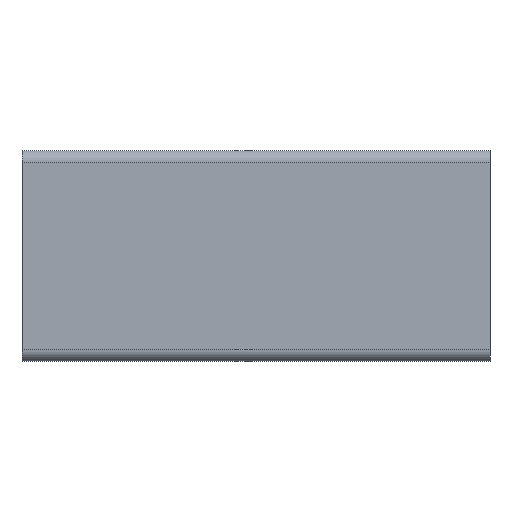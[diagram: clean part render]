
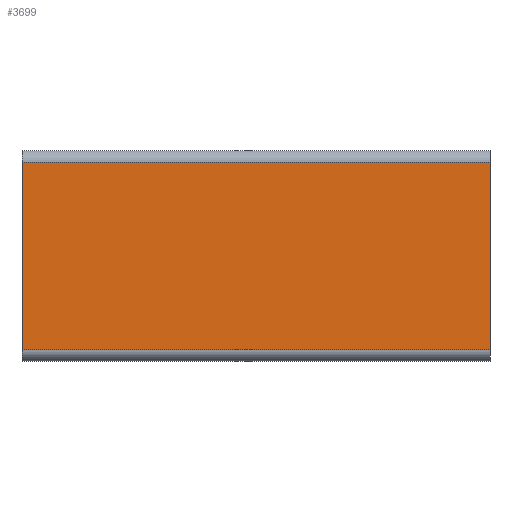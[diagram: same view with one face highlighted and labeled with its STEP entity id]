
A CAD part, front view. The second image highlights one B-rep face of the part: STEP entity #3699.
In plain terms, the highlighted planar face has unit normal (0, -1, 0).
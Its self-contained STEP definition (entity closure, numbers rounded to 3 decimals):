
#134 = ORIENTED_EDGE ( 'NONE', *, *, #3693, .T. ) ;
#490 = EDGE_CURVE ( 'NONE', #1286, #3858, #2377, .T. ) ;
#569 = CARTESIAN_POINT ( 'NONE',  ( 59.184, 32.398, 20. ) ) ;
#686 = CARTESIAN_POINT ( 'NONE',  ( 59.184, 32.398, -20. ) ) ;
#711 = LINE ( 'NONE', #1371, #2916 ) ;
#1053 = ORIENTED_EDGE ( 'NONE', *, *, #1200, .T. ) ;
#1142 = EDGE_LOOP ( 'NONE', ( #134, #2534, #1220, #1053 ) ) ;
#1200 = EDGE_CURVE ( 'NONE', #2102, #3277, #3836, .T. ) ;
#1220 = ORIENTED_EDGE ( 'NONE', *, *, #3323, .F. ) ;
#1286 = VERTEX_POINT ( 'NONE', #3765 ) ;
#1371 = CARTESIAN_POINT ( 'NONE',  ( -40.816, 32.398, 20. ) ) ;
#1648 = VECTOR ( 'NONE', #1755, 1000. ) ;
#1755 = DIRECTION ( 'NONE',  ( -1., 0., 0. ) ) ;
#2023 = AXIS2_PLACEMENT_3D ( 'NONE', #569, #2428, #3915 ) ;
#2102 = VERTEX_POINT ( 'NONE', #2592 ) ;
#2377 = LINE ( 'NONE', #686, #1648 ) ;
#2428 = DIRECTION ( 'NONE',  ( 0., 1., 0. ) ) ;
#2534 = ORIENTED_EDGE ( 'NONE', *, *, #490, .F. ) ;
#2541 = CARTESIAN_POINT ( 'NONE',  ( 59.184, 32.398, 20. ) ) ;
#2592 = CARTESIAN_POINT ( 'NONE',  ( 59.184, 32.398, 20. ) ) ;
#2811 = LINE ( 'NONE', #3816, #3212 ) ;
#2840 = VECTOR ( 'NONE', #3334, 1000. ) ;
#2916 = VECTOR ( 'NONE', #3515, 1000. ) ;
#3212 = VECTOR ( 'NONE', #4563, 1000. ) ;
#3277 = VERTEX_POINT ( 'NONE', #3798 ) ;
#3323 = EDGE_CURVE ( 'NONE', #2102, #1286, #2811, .T. ) ;
#3334 = DIRECTION ( 'NONE',  ( -1., 0., 0. ) ) ;
#3500 = FACE_OUTER_BOUND ( 'NONE', #1142, .T. ) ;
#3515 = DIRECTION ( 'NONE',  ( 0., 0., -1. ) ) ;
#3693 = EDGE_CURVE ( 'NONE', #3277, #3858, #711, .T. ) ;
#3699 = ADVANCED_FACE ( 'NONE', ( #3500 ), #4265, .F. ) ;
#3765 = CARTESIAN_POINT ( 'NONE',  ( 59.184, 32.398, -20. ) ) ;
#3798 = CARTESIAN_POINT ( 'NONE',  ( -40.816, 32.398, 20. ) ) ;
#3816 = CARTESIAN_POINT ( 'NONE',  ( 59.184, 32.398, 20. ) ) ;
#3836 = LINE ( 'NONE', #2541, #2840 ) ;
#3858 = VERTEX_POINT ( 'NONE', #4460 ) ;
#3915 = DIRECTION ( 'NONE',  ( 0., 0., 1. ) ) ;
#4265 = PLANE ( 'NONE',  #2023 ) ;
#4460 = CARTESIAN_POINT ( 'NONE',  ( -40.816, 32.398, -20. ) ) ;
#4563 = DIRECTION ( 'NONE',  ( 0., 0., -1. ) ) ;
